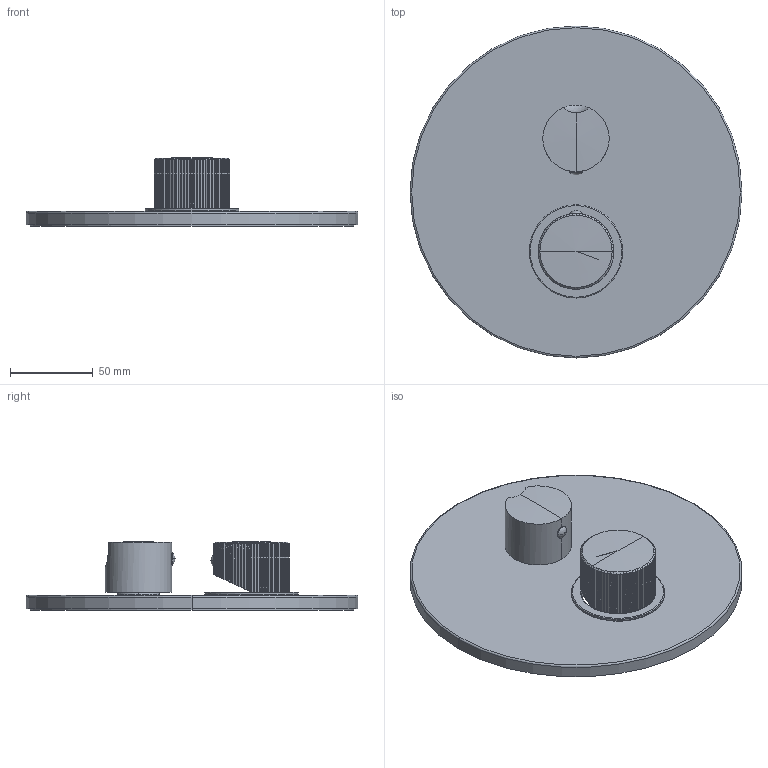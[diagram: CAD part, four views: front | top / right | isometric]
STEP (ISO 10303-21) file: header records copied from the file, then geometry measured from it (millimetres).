
FILE_DESCRIPTION((''),'2;1');
FILE_NAME('JO018CREST','2021-11-04T10:38:31',('ut3'),('PAFFONI SpA'),'CREO PARAMETRIC BY PTC INC, 2020044','CREO PARAMETRIC BY PTC INC, 2020044','');
FILE_SCHEMA(('CONFIG_CONTROL_DESIGN','SHAPE_APPEARANCE_LAYERS_GROUPS'));
Length unit declared in the file: millimetre
Products named in the file (1): JO018CREST
Bounding box: 200 x 200 x 41.4 mm (x, y, z)
Volume: 180955.3 mm3; surface area: 102012.6 mm2
Topology: 3 solids, 3 shells, 459 faces, 1248 edges, 801 vertices
Faces by surface type: plane 231, cylinder 158, cone 37, torus 24, sphere 5, bspline 4
Entity records: 19234 total; most frequent: CARTESIAN_POINT 4653, ORIENTED_EDGE 2476, DIRECTION 2221, EDGE_CURVE 1238, AXIS2_PLACEMENT_3D 804, VERTEX_POINT 801, VECTOR 613, LINE 613
